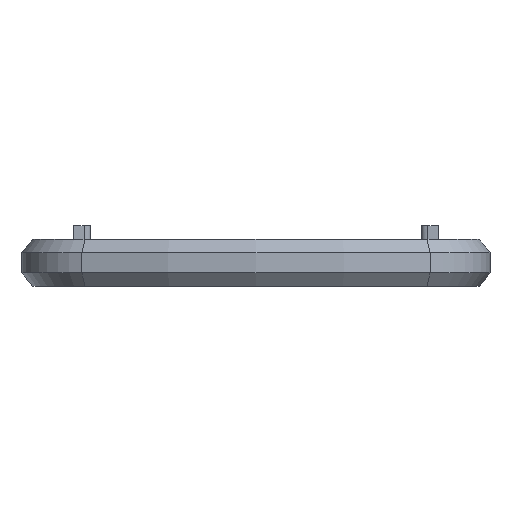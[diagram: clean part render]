
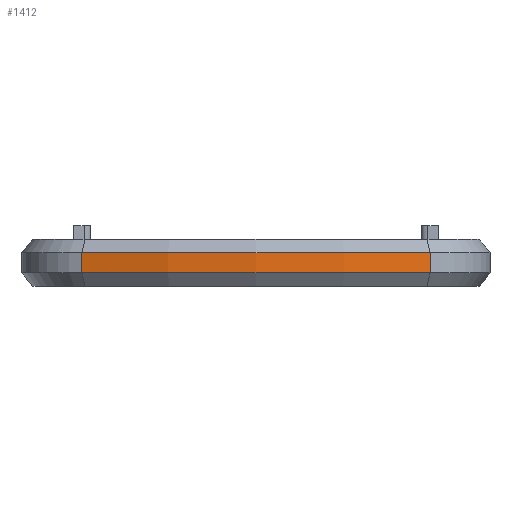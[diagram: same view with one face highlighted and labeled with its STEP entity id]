
A CAD part, left-side view. The second image highlights one B-rep face of the part: STEP entity #1412.
In plain terms, the highlighted cylindrical face has radius 43.3 mm (diameter 86.6 mm), a partial arc.
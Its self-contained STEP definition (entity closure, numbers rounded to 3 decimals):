
#666=CARTESIAN_POINT('',(-27.842,-12.873,0.75));
#667=VERTEX_POINT('',#666);
#730=CARTESIAN_POINT('',(-27.842,12.873,0.75));
#731=VERTEX_POINT('',#730);
#738=CARTESIAN_POINT('',(13.5,0.,0.75));
#739=DIRECTION('',(0.0,0.0,1.0));
#740=DIRECTION('',(-1.0,0.0,0.0));
#741=AXIS2_PLACEMENT_3D('',#738,#739,#740);
#742=CIRCLE('',#741,43.3);
#743=EDGE_CURVE('',#731,#667,#742,.T.);
#1257=CARTESIAN_POINT('',(-27.842,-12.873,-0.75));
#1258=VERTEX_POINT('',#1257);
#1315=CARTESIAN_POINT('',(-27.842,12.873,-0.75));
#1316=VERTEX_POINT('',#1315);
#1333=CARTESIAN_POINT('',(13.5,0.,-0.75));
#1334=DIRECTION('',(0.0,0.0,-1.0));
#1335=DIRECTION('',(-1.0,0.0,0.0));
#1336=AXIS2_PLACEMENT_3D('',#1333,#1334,#1335);
#1337=CIRCLE('',#1336,43.3);
#1338=EDGE_CURVE('',#1258,#1316,#1337,.T.);
#1391=CARTESIAN_POINT('',(13.5,0.,-1.75));
#1392=DIRECTION('',(0.0,0.0,1.0));
#1393=DIRECTION('',(1.0,0.0,0.0));
#1394=AXIS2_PLACEMENT_3D('',#1391,#1392,#1393);
#1395=CYLINDRICAL_SURFACE('',#1394,43.3);
#1396=ORIENTED_EDGE('',*,*,#743,.F.);
#1397=CARTESIAN_POINT('',(-27.842,12.873,-0.75));
#1398=DIRECTION('',(0.0,0.0,1.0));
#1399=VECTOR('',#1398,1.5);
#1400=LINE('',#1397,#1399);
#1401=EDGE_CURVE('',#1316,#731,#1400,.T.);
#1402=ORIENTED_EDGE('',*,*,#1401,.F.);
#1403=ORIENTED_EDGE('',*,*,#1338,.F.);
#1404=CARTESIAN_POINT('',(-27.842,-12.873,0.75));
#1405=DIRECTION('',(0.0,0.0,-1.0));
#1406=VECTOR('',#1405,1.5);
#1407=LINE('',#1404,#1406);
#1408=EDGE_CURVE('',#667,#1258,#1407,.T.);
#1409=ORIENTED_EDGE('',*,*,#1408,.F.);
#1410=EDGE_LOOP('',(#1396,#1402,#1403,#1409));
#1411=FACE_OUTER_BOUND('',#1410,.T.);
#1412=ADVANCED_FACE('',(#1411),#1395,.T.);
